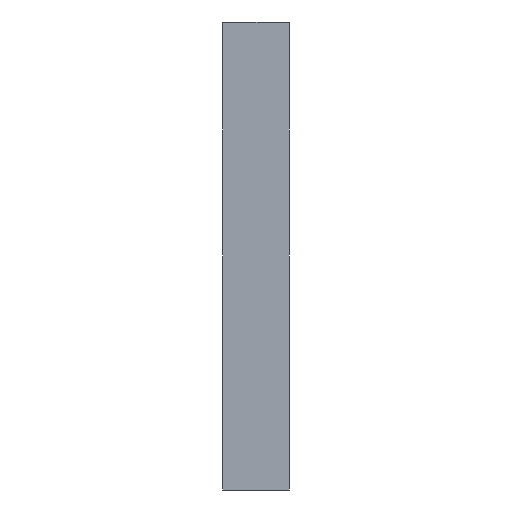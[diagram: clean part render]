
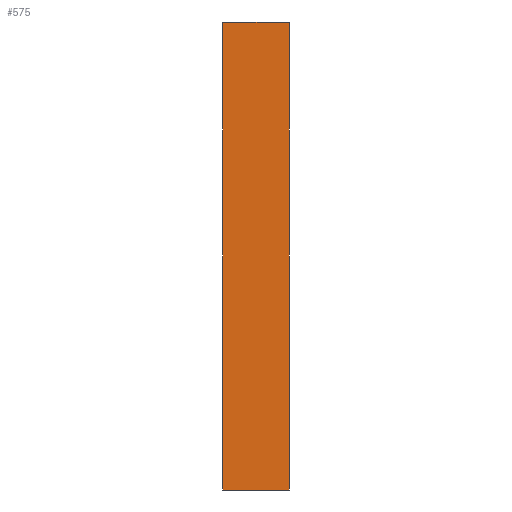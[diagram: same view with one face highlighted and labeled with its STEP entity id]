
A CAD part, left-side view. The second image highlights one B-rep face of the part: STEP entity #575.
In plain terms, the highlighted planar face has unit normal (-1, 0, 0).
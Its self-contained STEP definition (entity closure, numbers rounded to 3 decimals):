
#35 = DIRECTION ( 'NONE',  ( 1., 0., 0. ) ) ;
#45 = LINE ( 'NONE', #508, #282 ) ;
#54 = VECTOR ( 'NONE', #250, 1000. ) ;
#70 = LINE ( 'NONE', #404, #54 ) ;
#164 = LINE ( 'NONE', #391, #479 ) ;
#172 = CARTESIAN_POINT ( 'NONE',  ( 0., 5., 0. ) ) ;
#193 = VERTEX_POINT ( 'NONE', #755 ) ;
#194 = ORIENTED_EDGE ( 'NONE', *, *, #459, .T. ) ;
#250 = DIRECTION ( 'NONE',  ( 0., 0., 1. ) ) ;
#269 = VERTEX_POINT ( 'NONE', #446 ) ;
#282 = VECTOR ( 'NONE', #388, 1000. ) ;
#296 = EDGE_CURVE ( 'NONE', #269, #615, #164, .T. ) ;
#298 = EDGE_LOOP ( 'NONE', ( #315, #487, #542, #194 ) ) ;
#314 = EDGE_CURVE ( 'NONE', #615, #319, #45, .T. ) ;
#315 = ORIENTED_EDGE ( 'NONE', *, *, #427, .T. ) ;
#319 = VERTEX_POINT ( 'NONE', #741 ) ;
#340 = AXIS2_PLACEMENT_3D ( 'NONE', #430, #35, #734 ) ;
#373 = LINE ( 'NONE', #493, #723 ) ;
#388 = DIRECTION ( 'NONE',  ( 0., -1., 0. ) ) ;
#391 = CARTESIAN_POINT ( 'NONE',  ( 0., 5., 0. ) ) ;
#404 = CARTESIAN_POINT ( 'NONE',  ( 0., 0., 0. ) ) ;
#427 = EDGE_CURVE ( 'NONE', #193, #319, #70, .T. ) ;
#430 = CARTESIAN_POINT ( 'NONE',  ( 0., 5., 0. ) ) ;
#438 = FACE_OUTER_BOUND ( 'NONE', #298, .T. ) ;
#446 = CARTESIAN_POINT ( 'NONE',  ( 0., 5., -35. ) ) ;
#459 = EDGE_CURVE ( 'NONE', #269, #193, #373, .T. ) ;
#479 = VECTOR ( 'NONE', #627, 1000. ) ;
#487 = ORIENTED_EDGE ( 'NONE', *, *, #314, .F. ) ;
#493 = CARTESIAN_POINT ( 'NONE',  ( 0., 5., -35. ) ) ;
#508 = CARTESIAN_POINT ( 'NONE',  ( 0., 5., 0. ) ) ;
#542 = ORIENTED_EDGE ( 'NONE', *, *, #296, .F. ) ;
#575 = ADVANCED_FACE ( 'NONE', ( #438 ), #673, .F. ) ;
#615 = VERTEX_POINT ( 'NONE', #172 ) ;
#627 = DIRECTION ( 'NONE',  ( 0., 0., 1. ) ) ;
#673 = PLANE ( 'NONE',  #340 ) ;
#676 = DIRECTION ( 'NONE',  ( 0., -1., 0. ) ) ;
#723 = VECTOR ( 'NONE', #676, 1000. ) ;
#734 = DIRECTION ( 'NONE',  ( 0., 0., -1. ) ) ;
#741 = CARTESIAN_POINT ( 'NONE',  ( 0., 0., 0. ) ) ;
#755 = CARTESIAN_POINT ( 'NONE',  ( 0., 0., -35. ) ) ;
